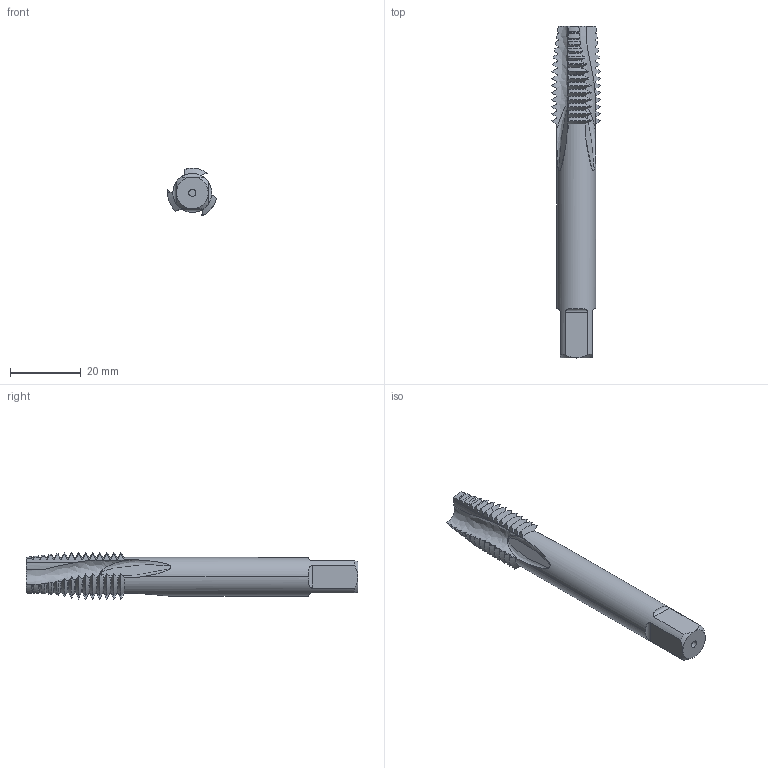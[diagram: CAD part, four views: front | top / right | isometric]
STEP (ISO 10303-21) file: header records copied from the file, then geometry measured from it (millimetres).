
FILE_DESCRIPTION (( 'STEP AP214' ), '1' );
FILE_NAME ('栖闉罻2.STEP', '2021-12-21T14:08:56', ( '砐錪賧瘔蠈錪 Windows' ), ( '' ), 'SwSTEP 2.0', 'SolidWorks 2021', '' );
FILE_SCHEMA (( 'AUTOMOTIVE_DESIGN' ));
Length unit declared in the file: millimetre
Products named in the file (2): 栖闉罻2; A499 Ìåò÷èê îäíîïðîõîäíûé ñïèðàëüíûé Ì14
Assembly tree (1 placements, depth 2):
  栖闉罻2
    A499 Ìåò÷èê îäíîïðîõîäíûé ñïèðàëüíûé Ì14
Bounding box: 13.83 x 94 x 13.49 mm (x, y, z)
Volume: 7411.3 mm3; surface area: 3952.7 mm2
Topology: 1 solids, 1 shells, 190 faces, 556 edges, 370 vertices
Faces by surface type: cone 114, cylinder 35, bspline 24, plane 17
Entity records: 11486 total; most frequent: CARTESIAN_POINT 7179, ORIENTED_EDGE 1112, DIRECTION 583, EDGE_CURVE 556, B_SPLINE_CURVE_WITH_KNOTS 409, VERTEX_POINT 370, AXIS2_PLACEMENT_3D 269, EDGE_LOOP 192
